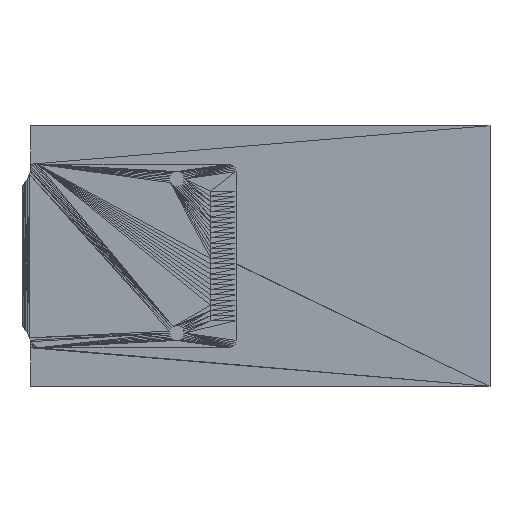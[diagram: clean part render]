
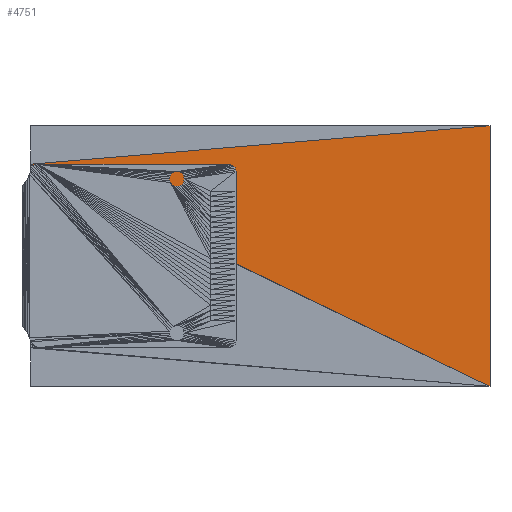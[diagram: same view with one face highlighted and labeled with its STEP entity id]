
A CAD part, front view. The second image highlights one B-rep face of the part: STEP entity #4751.
In plain terms, the highlighted planar face has unit normal (0, -1, 0).
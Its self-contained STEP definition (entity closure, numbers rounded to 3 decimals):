
#4230 = VERTEX_POINT('',#4231);
#4231 = CARTESIAN_POINT('',(-0.016,0.,0.006));
#4689 = VERTEX_POINT('',#4690);
#4690 = CARTESIAN_POINT('',(0.016,0.,0.009));
#4697 = EDGE_CURVE('',#4230,#4689,#4698,.T.);
#4698 = LINE('',#4699,#4700);
#4699 = CARTESIAN_POINT('',(-0.016,0.,0.006));
#4700 = VECTOR('',#4701,1.);
#4701 = DIRECTION('',(0.997,0.,0.084));
#4712 = VERTEX_POINT('',#4713);
#4713 = CARTESIAN_POINT('',(0.016,0.,-0.009));
#4751 = ADVANCED_FACE('',(#4752),#4767,.T.);
#4752 = FACE_BOUND('',#4753,.T.);
#4753 = EDGE_LOOP('',(#4754,#4755,#4761));
#4754 = ORIENTED_EDGE('',*,*,#4697,.F.);
#4755 = ORIENTED_EDGE('',*,*,#4756,.T.);
#4756 = EDGE_CURVE('',#4230,#4712,#4757,.T.);
#4757 = LINE('',#4758,#4759);
#4758 = CARTESIAN_POINT('',(-0.016,0.,0.006));
#4759 = VECTOR('',#4760,1.);
#4760 = DIRECTION('',(0.9,0.,-0.436));
#4761 = ORIENTED_EDGE('',*,*,#4762,.T.);
#4762 = EDGE_CURVE('',#4712,#4689,#4763,.T.);
#4763 = LINE('',#4764,#4765);
#4764 = CARTESIAN_POINT('',(0.016,0.,-0.009));
#4765 = VECTOR('',#4766,1.);
#4766 = DIRECTION('',(0.,0.,1.));
#4767 = PLANE('',#4768);
#4768 = AXIS2_PLACEMENT_3D('',#4769,#4770,#4771);
#4769 = CARTESIAN_POINT('',(0.016,0.,0.009));
#4770 = DIRECTION('',(0.,-1.,0.));
#4771 = DIRECTION('',(0.084,0.,-0.997));
